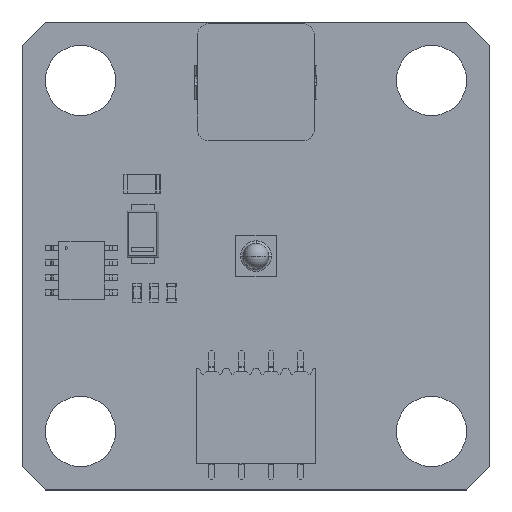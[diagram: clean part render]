
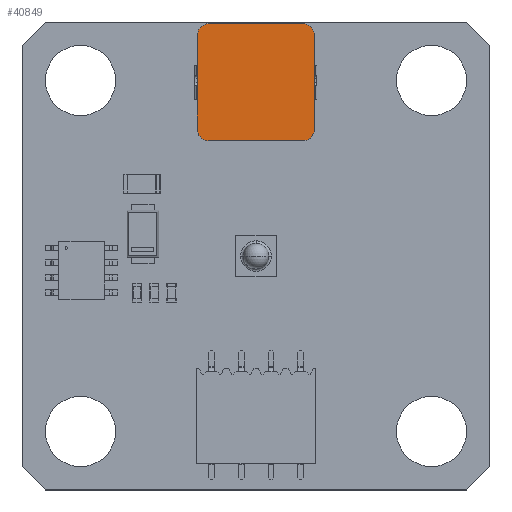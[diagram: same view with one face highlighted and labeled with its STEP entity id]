
A CAD part, top view. The second image highlights one B-rep face of the part: STEP entity #40849.
In plain terms, the highlighted planar face has unit normal (0, 0, 1).
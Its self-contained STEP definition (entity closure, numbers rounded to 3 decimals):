
#39867 = PLANE('',#39868);
#39868 = AXIS2_PLACEMENT_3D('',#39869,#39870,#39871);
#39869 = CARTESIAN_POINT('',(1920.946,324.26,2.2));
#39870 = DIRECTION('',(-1.,0.,0.));
#39871 = DIRECTION('',(0.,0.,1.));
#39920 = VERTEX_POINT('',#39921);
#39921 = CARTESIAN_POINT('',(1920.946,324.26,2.95));
#39935 = CYLINDRICAL_SURFACE('',#39936,1.);
#39936 = AXIS2_PLACEMENT_3D('',#39937,#39938,#39939);
#39937 = CARTESIAN_POINT('',(1919.946,324.26,2.2));
#39938 = DIRECTION('',(0.,0.,-1.));
#39939 = DIRECTION('',(-1.,0.,0.));
#39947 = EDGE_CURVE('',#39920,#39948,#39950,.T.);
#39948 = VERTEX_POINT('',#39949);
#39949 = CARTESIAN_POINT('',(1920.946,332.26,2.95));
#39950 = SURFACE_CURVE('',#39951,(#39955,#39962),.PCURVE_S1.);
#39951 = LINE('',#39952,#39953);
#39952 = CARTESIAN_POINT('',(1920.946,324.26,2.95));
#39953 = VECTOR('',#39954,1.);
#39954 = DIRECTION('',(0.,1.,0.));
#39955 = PCURVE('',#39867,#39956);
#39956 = DEFINITIONAL_REPRESENTATION('',(#39957),#39961);
#39957 = LINE('',#39958,#39959);
#39958 = CARTESIAN_POINT('',(0.75,0.));
#39959 = VECTOR('',#39960,1.);
#39960 = DIRECTION('',(0.,1.));
#39961 = ( GEOMETRIC_REPRESENTATION_CONTEXT(2) 
PARAMETRIC_REPRESENTATION_CONTEXT() REPRESENTATION_CONTEXT('2D SPACE',''
  ) );
#39962 = PCURVE('',#39963,#39968);
#39963 = PLANE('',#39964);
#39964 = AXIS2_PLACEMENT_3D('',#39965,#39966,#39967);
#39965 = CARTESIAN_POINT('',(1911.946,324.26,2.95));
#39966 = DIRECTION('',(0.,0.,1.));
#39967 = DIRECTION('',(1.,0.,-0.));
#39968 = DEFINITIONAL_REPRESENTATION('',(#39969),#39973);
#39969 = LINE('',#39970,#39971);
#39970 = CARTESIAN_POINT('',(9.,0.));
#39971 = VECTOR('',#39972,1.);
#39972 = DIRECTION('',(0.,1.));
#39973 = ( GEOMETRIC_REPRESENTATION_CONTEXT(2) 
PARAMETRIC_REPRESENTATION_CONTEXT() REPRESENTATION_CONTEXT('2D SPACE',''
  ) );
#39991 = CYLINDRICAL_SURFACE('',#39992,1.);
#39992 = AXIS2_PLACEMENT_3D('',#39993,#39994,#39995);
#39993 = CARTESIAN_POINT('',(1919.946,332.26,2.2));
#39994 = DIRECTION('',(0.,0.,-1.));
#39995 = DIRECTION('',(-1.,0.,0.));
#40102 = CYLINDRICAL_SURFACE('',#40103,1.);
#40103 = AXIS2_PLACEMENT_3D('',#40104,#40105,#40106);
#40104 = CARTESIAN_POINT('',(1911.946,324.26,2.2));
#40105 = DIRECTION('',(0.,0.,-1.));
#40106 = DIRECTION('',(-1.,0.,0.));
#40130 = PLANE('',#40131);
#40131 = AXIS2_PLACEMENT_3D('',#40132,#40133,#40134);
#40132 = CARTESIAN_POINT('',(1911.946,323.26,2.2));
#40133 = DIRECTION('',(0.,1.,0.));
#40134 = DIRECTION('',(-1.,0.,0.));
#40278 = PLANE('',#40279);
#40279 = AXIS2_PLACEMENT_3D('',#40280,#40281,#40282);
#40280 = CARTESIAN_POINT('',(1919.946,333.26,2.2));
#40281 = DIRECTION('',(0.,-1.,0.));
#40282 = DIRECTION('',(1.,0.,0.));
#40307 = CYLINDRICAL_SURFACE('',#40308,1.);
#40308 = AXIS2_PLACEMENT_3D('',#40309,#40310,#40311);
#40309 = CARTESIAN_POINT('',(1911.946,332.26,2.2));
#40310 = DIRECTION('',(0.,0.,-1.));
#40311 = DIRECTION('',(-1.,0.,0.));
#40335 = PLANE('',#40336);
#40336 = AXIS2_PLACEMENT_3D('',#40337,#40338,#40339);
#40337 = CARTESIAN_POINT('',(1910.946,332.26,2.2));
#40338 = DIRECTION('',(1.,0.,0.));
#40339 = DIRECTION('',(0.,0.,-1.));
#40457 = VERTEX_POINT('',#40458);
#40458 = CARTESIAN_POINT('',(1911.946,323.26,2.95));
#40479 = EDGE_CURVE('',#40480,#40457,#40482,.T.);
#40480 = VERTEX_POINT('',#40481);
#40481 = CARTESIAN_POINT('',(1910.946,324.26,2.95));
#40482 = SURFACE_CURVE('',#40483,(#40488,#40495),.PCURVE_S1.);
#40483 = CIRCLE('',#40484,1.);
#40484 = AXIS2_PLACEMENT_3D('',#40485,#40486,#40487);
#40485 = CARTESIAN_POINT('',(1911.946,324.26,2.95));
#40486 = DIRECTION('',(0.,0.,1.));
#40487 = DIRECTION('',(1.,0.,-0.));
#40488 = PCURVE('',#40102,#40489);
#40489 = DEFINITIONAL_REPRESENTATION('',(#40490),#40494);
#40490 = LINE('',#40491,#40492);
#40491 = CARTESIAN_POINT('',(9.425,-0.75));
#40492 = VECTOR('',#40493,1.);
#40493 = DIRECTION('',(-1.,0.));
#40494 = ( GEOMETRIC_REPRESENTATION_CONTEXT(2) 
PARAMETRIC_REPRESENTATION_CONTEXT() REPRESENTATION_CONTEXT('2D SPACE',''
  ) );
#40495 = PCURVE('',#39963,#40496);
#40496 = DEFINITIONAL_REPRESENTATION('',(#40497),#40501);
#40497 = CIRCLE('',#40498,1.);
#40498 = AXIS2_PLACEMENT_2D('',#40499,#40500);
#40499 = CARTESIAN_POINT('',(0.,0.));
#40500 = DIRECTION('',(1.,0.));
#40501 = ( GEOMETRIC_REPRESENTATION_CONTEXT(2) 
PARAMETRIC_REPRESENTATION_CONTEXT() REPRESENTATION_CONTEXT('2D SPACE',''
  ) );
#40528 = EDGE_CURVE('',#40457,#40529,#40531,.T.);
#40529 = VERTEX_POINT('',#40530);
#40530 = CARTESIAN_POINT('',(1919.946,323.26,2.95));
#40531 = SURFACE_CURVE('',#40532,(#40536,#40543),.PCURVE_S1.);
#40532 = LINE('',#40533,#40534);
#40533 = CARTESIAN_POINT('',(1911.946,323.26,2.95));
#40534 = VECTOR('',#40535,1.);
#40535 = DIRECTION('',(1.,0.,0.));
#40536 = PCURVE('',#40130,#40537);
#40537 = DEFINITIONAL_REPRESENTATION('',(#40538),#40542);
#40538 = LINE('',#40539,#40540);
#40539 = CARTESIAN_POINT('',(0.,0.75));
#40540 = VECTOR('',#40541,1.);
#40541 = DIRECTION('',(-1.,0.));
#40542 = ( GEOMETRIC_REPRESENTATION_CONTEXT(2) 
PARAMETRIC_REPRESENTATION_CONTEXT() REPRESENTATION_CONTEXT('2D SPACE',''
  ) );
#40543 = PCURVE('',#39963,#40544);
#40544 = DEFINITIONAL_REPRESENTATION('',(#40545),#40549);
#40545 = LINE('',#40546,#40547);
#40546 = CARTESIAN_POINT('',(0.,-1.));
#40547 = VECTOR('',#40548,1.);
#40548 = DIRECTION('',(1.,0.));
#40549 = ( GEOMETRIC_REPRESENTATION_CONTEXT(2) 
PARAMETRIC_REPRESENTATION_CONTEXT() REPRESENTATION_CONTEXT('2D SPACE',''
  ) );
#40578 = EDGE_CURVE('',#40529,#39920,#40579,.T.);
#40579 = SURFACE_CURVE('',#40580,(#40585,#40592),.PCURVE_S1.);
#40580 = CIRCLE('',#40581,1.);
#40581 = AXIS2_PLACEMENT_3D('',#40582,#40583,#40584);
#40582 = CARTESIAN_POINT('',(1919.946,324.26,2.95));
#40583 = DIRECTION('',(0.,0.,1.));
#40584 = DIRECTION('',(1.,0.,-0.));
#40585 = PCURVE('',#39935,#40586);
#40586 = DEFINITIONAL_REPRESENTATION('',(#40587),#40591);
#40587 = LINE('',#40588,#40589);
#40588 = CARTESIAN_POINT('',(9.425,-0.75));
#40589 = VECTOR('',#40590,1.);
#40590 = DIRECTION('',(-1.,0.));
#40591 = ( GEOMETRIC_REPRESENTATION_CONTEXT(2) 
PARAMETRIC_REPRESENTATION_CONTEXT() REPRESENTATION_CONTEXT('2D SPACE',''
  ) );
#40592 = PCURVE('',#39963,#40593);
#40593 = DEFINITIONAL_REPRESENTATION('',(#40594),#40598);
#40594 = CIRCLE('',#40595,1.);
#40595 = AXIS2_PLACEMENT_2D('',#40596,#40597);
#40596 = CARTESIAN_POINT('',(8.,0.));
#40597 = DIRECTION('',(1.,0.));
#40598 = ( GEOMETRIC_REPRESENTATION_CONTEXT(2) 
PARAMETRIC_REPRESENTATION_CONTEXT() REPRESENTATION_CONTEXT('2D SPACE',''
  ) );
#40606 = VERTEX_POINT('',#40607);
#40607 = CARTESIAN_POINT('',(1919.946,333.26,2.95));
#40628 = EDGE_CURVE('',#39948,#40606,#40629,.T.);
#40629 = SURFACE_CURVE('',#40630,(#40635,#40642),.PCURVE_S1.);
#40630 = CIRCLE('',#40631,1.);
#40631 = AXIS2_PLACEMENT_3D('',#40632,#40633,#40634);
#40632 = CARTESIAN_POINT('',(1919.946,332.26,2.95));
#40633 = DIRECTION('',(0.,0.,1.));
#40634 = DIRECTION('',(1.,0.,-0.));
#40635 = PCURVE('',#39991,#40636);
#40636 = DEFINITIONAL_REPRESENTATION('',(#40637),#40641);
#40637 = LINE('',#40638,#40639);
#40638 = CARTESIAN_POINT('',(3.142,-0.75));
#40639 = VECTOR('',#40640,1.);
#40640 = DIRECTION('',(-1.,0.));
#40641 = ( GEOMETRIC_REPRESENTATION_CONTEXT(2) 
PARAMETRIC_REPRESENTATION_CONTEXT() REPRESENTATION_CONTEXT('2D SPACE',''
  ) );
#40642 = PCURVE('',#39963,#40643);
#40643 = DEFINITIONAL_REPRESENTATION('',(#40644),#40648);
#40644 = CIRCLE('',#40645,1.);
#40645 = AXIS2_PLACEMENT_2D('',#40646,#40647);
#40646 = CARTESIAN_POINT('',(8.,8.));
#40647 = DIRECTION('',(1.,0.));
#40648 = ( GEOMETRIC_REPRESENTATION_CONTEXT(2) 
PARAMETRIC_REPRESENTATION_CONTEXT() REPRESENTATION_CONTEXT('2D SPACE',''
  ) );
#40655 = EDGE_CURVE('',#40606,#40656,#40658,.T.);
#40656 = VERTEX_POINT('',#40657);
#40657 = CARTESIAN_POINT('',(1911.946,333.26,2.95));
#40658 = SURFACE_CURVE('',#40659,(#40663,#40670),.PCURVE_S1.);
#40659 = LINE('',#40660,#40661);
#40660 = CARTESIAN_POINT('',(1919.946,333.26,2.95));
#40661 = VECTOR('',#40662,1.);
#40662 = DIRECTION('',(-1.,0.,0.));
#40663 = PCURVE('',#40278,#40664);
#40664 = DEFINITIONAL_REPRESENTATION('',(#40665),#40669);
#40665 = LINE('',#40666,#40667);
#40666 = CARTESIAN_POINT('',(0.,0.75));
#40667 = VECTOR('',#40668,1.);
#40668 = DIRECTION('',(-1.,0.));
#40669 = ( GEOMETRIC_REPRESENTATION_CONTEXT(2) 
PARAMETRIC_REPRESENTATION_CONTEXT() REPRESENTATION_CONTEXT('2D SPACE',''
  ) );
#40670 = PCURVE('',#39963,#40671);
#40671 = DEFINITIONAL_REPRESENTATION('',(#40672),#40676);
#40672 = LINE('',#40673,#40674);
#40673 = CARTESIAN_POINT('',(8.,9.));
#40674 = VECTOR('',#40675,1.);
#40675 = DIRECTION('',(-1.,0.));
#40676 = ( GEOMETRIC_REPRESENTATION_CONTEXT(2) 
PARAMETRIC_REPRESENTATION_CONTEXT() REPRESENTATION_CONTEXT('2D SPACE',''
  ) );
#40705 = VERTEX_POINT('',#40706);
#40706 = CARTESIAN_POINT('',(1910.946,332.26,2.95));
#40727 = EDGE_CURVE('',#40656,#40705,#40728,.T.);
#40728 = SURFACE_CURVE('',#40729,(#40734,#40741),.PCURVE_S1.);
#40729 = CIRCLE('',#40730,1.);
#40730 = AXIS2_PLACEMENT_3D('',#40731,#40732,#40733);
#40731 = CARTESIAN_POINT('',(1911.946,332.26,2.95));
#40732 = DIRECTION('',(0.,0.,1.));
#40733 = DIRECTION('',(1.,0.,-0.));
#40734 = PCURVE('',#40307,#40735);
#40735 = DEFINITIONAL_REPRESENTATION('',(#40736),#40740);
#40736 = LINE('',#40737,#40738);
#40737 = CARTESIAN_POINT('',(3.142,-0.75));
#40738 = VECTOR('',#40739,1.);
#40739 = DIRECTION('',(-1.,0.));
#40740 = ( GEOMETRIC_REPRESENTATION_CONTEXT(2) 
PARAMETRIC_REPRESENTATION_CONTEXT() REPRESENTATION_CONTEXT('2D SPACE',''
  ) );
#40741 = PCURVE('',#39963,#40742);
#40742 = DEFINITIONAL_REPRESENTATION('',(#40743),#40747);
#40743 = CIRCLE('',#40744,1.);
#40744 = AXIS2_PLACEMENT_2D('',#40745,#40746);
#40745 = CARTESIAN_POINT('',(0.,8.));
#40746 = DIRECTION('',(1.,0.));
#40747 = ( GEOMETRIC_REPRESENTATION_CONTEXT(2) 
PARAMETRIC_REPRESENTATION_CONTEXT() REPRESENTATION_CONTEXT('2D SPACE',''
  ) );
#40778 = EDGE_CURVE('',#40705,#40480,#40779,.T.);
#40779 = SURFACE_CURVE('',#40780,(#40784,#40791),.PCURVE_S1.);
#40780 = LINE('',#40781,#40782);
#40781 = CARTESIAN_POINT('',(1910.946,332.26,2.95));
#40782 = VECTOR('',#40783,1.);
#40783 = DIRECTION('',(0.,-1.,0.));
#40784 = PCURVE('',#40335,#40785);
#40785 = DEFINITIONAL_REPRESENTATION('',(#40786),#40790);
#40786 = LINE('',#40787,#40788);
#40787 = CARTESIAN_POINT('',(-0.75,0.));
#40788 = VECTOR('',#40789,1.);
#40789 = DIRECTION('',(0.,-1.));
#40790 = ( GEOMETRIC_REPRESENTATION_CONTEXT(2) 
PARAMETRIC_REPRESENTATION_CONTEXT() REPRESENTATION_CONTEXT('2D SPACE',''
  ) );
#40791 = PCURVE('',#39963,#40792);
#40792 = DEFINITIONAL_REPRESENTATION('',(#40793),#40797);
#40793 = LINE('',#40794,#40795);
#40794 = CARTESIAN_POINT('',(-1.,8.));
#40795 = VECTOR('',#40796,1.);
#40796 = DIRECTION('',(0.,-1.));
#40797 = ( GEOMETRIC_REPRESENTATION_CONTEXT(2) 
PARAMETRIC_REPRESENTATION_CONTEXT() REPRESENTATION_CONTEXT('2D SPACE',''
  ) );
#40849 = ADVANCED_FACE('',(#40850),#39963,.T.);
#40850 = FACE_BOUND('',#40851,.T.);
#40851 = EDGE_LOOP('',(#40852,#40853,#40854,#40855,#40856,#40857,#40858,
    #40859));
#40852 = ORIENTED_EDGE('',*,*,#40479,.T.);
#40853 = ORIENTED_EDGE('',*,*,#40528,.T.);
#40854 = ORIENTED_EDGE('',*,*,#40578,.T.);
#40855 = ORIENTED_EDGE('',*,*,#39947,.T.);
#40856 = ORIENTED_EDGE('',*,*,#40628,.T.);
#40857 = ORIENTED_EDGE('',*,*,#40655,.T.);
#40858 = ORIENTED_EDGE('',*,*,#40727,.T.);
#40859 = ORIENTED_EDGE('',*,*,#40778,.T.);
